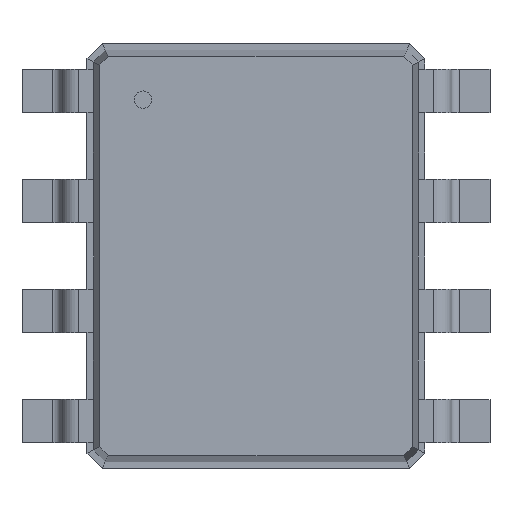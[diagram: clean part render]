
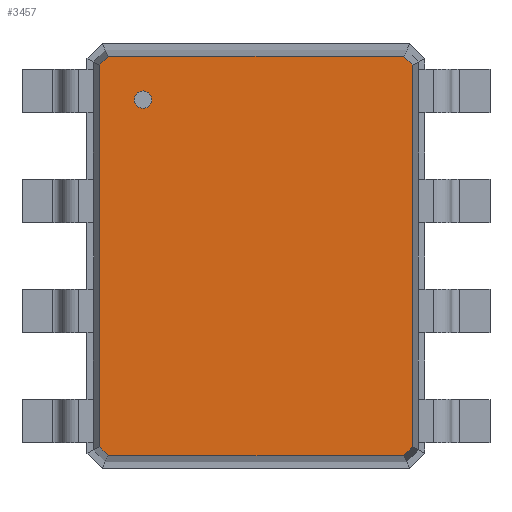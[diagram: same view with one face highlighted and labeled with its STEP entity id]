
A CAD part, top view. The second image highlights one B-rep face of the part: STEP entity #3457.
In plain terms, the highlighted planar face has unit normal (0, 0, 1).
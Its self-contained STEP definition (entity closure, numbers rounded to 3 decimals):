
#2368 = VERTEX_POINT('',#2369);
#2369 = CARTESIAN_POINT('',(-1.304,1.704,1.1));
#2374 = EDGE_CURVE('',#2368,#2368,#2375,.T.);
#2375 = CIRCLE('',#2376,0.1);
#2376 = AXIS2_PLACEMENT_3D('',#2377,#2378,#2379);
#2377 = CARTESIAN_POINT('',(-1.304,1.804,1.1));
#2378 = DIRECTION('',(0.,0.,1.));
#2379 = DIRECTION('',(0.,-1.,0.));
#2391 = VERTEX_POINT('',#2392);
#2392 = CARTESIAN_POINT('',(1.702,-2.304,1.1));
#2398 = EDGE_CURVE('',#2391,#2399,#2401,.T.);
#2399 = VERTEX_POINT('',#2400);
#2400 = CARTESIAN_POINT('',(-1.702,-2.304,1.1));
#2401 = LINE('',#2402,#2403);
#2402 = CARTESIAN_POINT('',(1.702,-2.304,1.1));
#2403 = VECTOR('',#2404,1.);
#2404 = DIRECTION('',(-1.,0.,0.));
#2422 = EDGE_CURVE('',#2399,#2423,#2425,.T.);
#2423 = VERTEX_POINT('',#2424);
#2424 = CARTESIAN_POINT('',(-1.804,-2.202,1.1));
#2425 = LINE('',#2426,#2427);
#2426 = CARTESIAN_POINT('',(-1.702,-2.304,1.1));
#2427 = VECTOR('',#2428,1.);
#2428 = DIRECTION('',(-0.707,0.707,0.));
#2446 = EDGE_CURVE('',#2423,#2447,#2449,.T.);
#2447 = VERTEX_POINT('',#2448);
#2448 = CARTESIAN_POINT('',(-1.804,2.202,1.1));
#2449 = LINE('',#2450,#2451);
#2450 = CARTESIAN_POINT('',(-1.804,-2.202,1.1));
#2451 = VECTOR('',#2452,1.);
#2452 = DIRECTION('',(0.,1.,0.));
#2478 = EDGE_CURVE('',#2447,#2479,#2481,.T.);
#2479 = VERTEX_POINT('',#2480);
#2480 = CARTESIAN_POINT('',(-1.702,2.304,1.1));
#2481 = LINE('',#2482,#2483);
#2482 = CARTESIAN_POINT('',(-1.804,2.202,1.1));
#2483 = VECTOR('',#2484,1.);
#2484 = DIRECTION('',(0.707,0.707,0.));
#2502 = EDGE_CURVE('',#2479,#2503,#2505,.T.);
#2503 = VERTEX_POINT('',#2504);
#2504 = CARTESIAN_POINT('',(1.702,2.304,1.1));
#2505 = LINE('',#2506,#2507);
#2506 = CARTESIAN_POINT('',(-1.702,2.304,1.1));
#2507 = VECTOR('',#2508,1.);
#2508 = DIRECTION('',(1.,0.,0.));
#3438 = VERTEX_POINT('',#3439);
#3439 = CARTESIAN_POINT('',(1.804,-2.202,1.1));
#3445 = EDGE_CURVE('',#3438,#2391,#3446,.T.);
#3446 = LINE('',#3447,#3448);
#3447 = CARTESIAN_POINT('',(1.804,-2.202,1.1));
#3448 = VECTOR('',#3449,1.);
#3449 = DIRECTION('',(-0.707,-0.707,0.));
#3457 = ADVANCED_FACE('',(#3458,#3461),#3483,.T.);
#3458 = FACE_BOUND('',#3459,.T.);
#3459 = EDGE_LOOP('',(#3460));
#3460 = ORIENTED_EDGE('',*,*,#2374,.F.);
#3461 = FACE_BOUND('',#3462,.T.);
#3462 = EDGE_LOOP('',(#3463,#3464,#3465,#3466,#3467,#3468,#3469,#3477));
#3463 = ORIENTED_EDGE('',*,*,#2502,.F.);
#3464 = ORIENTED_EDGE('',*,*,#2478,.F.);
#3465 = ORIENTED_EDGE('',*,*,#2446,.F.);
#3466 = ORIENTED_EDGE('',*,*,#2422,.F.);
#3467 = ORIENTED_EDGE('',*,*,#2398,.F.);
#3468 = ORIENTED_EDGE('',*,*,#3445,.F.);
#3469 = ORIENTED_EDGE('',*,*,#3470,.F.);
#3470 = EDGE_CURVE('',#3471,#3438,#3473,.T.);
#3471 = VERTEX_POINT('',#3472);
#3472 = CARTESIAN_POINT('',(1.804,2.202,1.1));
#3473 = LINE('',#3474,#3475);
#3474 = CARTESIAN_POINT('',(1.804,2.202,1.1));
#3475 = VECTOR('',#3476,1.);
#3476 = DIRECTION('',(0.,-1.,0.));
#3477 = ORIENTED_EDGE('',*,*,#3478,.F.);
#3478 = EDGE_CURVE('',#2503,#3471,#3479,.T.);
#3479 = LINE('',#3480,#3481);
#3480 = CARTESIAN_POINT('',(1.702,2.304,1.1));
#3481 = VECTOR('',#3482,1.);
#3482 = DIRECTION('',(0.707,-0.707,0.));
#3483 = PLANE('',#3484);
#3484 = AXIS2_PLACEMENT_3D('',#3485,#3486,#3487);
#3485 = CARTESIAN_POINT('',(-1.702,2.304,1.1));
#3486 = DIRECTION('',(0.,0.,1.));
#3487 = DIRECTION('',(0.594,-0.804,0.));
